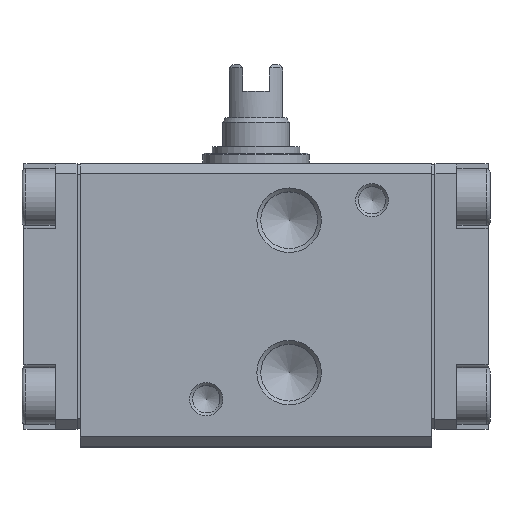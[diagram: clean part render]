
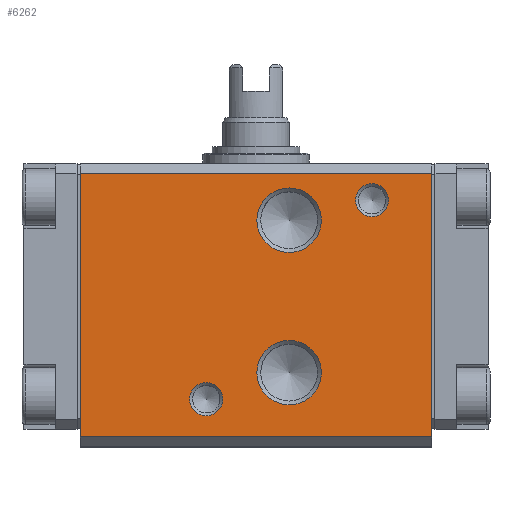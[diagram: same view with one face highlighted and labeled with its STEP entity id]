
A CAD part, top view. The second image highlights one B-rep face of the part: STEP entity #6262.
In plain terms, the highlighted planar face has unit normal (0, 0, 1).
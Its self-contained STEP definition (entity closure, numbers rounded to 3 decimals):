
#175=CIRCLE('',#6574,2.5);
#176=CIRCLE('',#6575,2.5);
#177=CIRCLE('',#6576,4.864);
#178=CIRCLE('',#6577,4.864);
#473=ORIENTED_EDGE('',*,*,#1630,.T.);
#474=ORIENTED_EDGE('',*,*,#1631,.T.);
#475=ORIENTED_EDGE('',*,*,#1632,.T.);
#476=ORIENTED_EDGE('',*,*,#1633,.T.);
#477=ORIENTED_EDGE('',*,*,#1634,.T.);
#478=ORIENTED_EDGE('',*,*,#1635,.F.);
#479=ORIENTED_EDGE('',*,*,#1636,.F.);
#480=ORIENTED_EDGE('',*,*,#1637,.T.);
#1630=EDGE_CURVE('',#2198,#2198,#175,.T.);
#1631=EDGE_CURVE('',#2199,#2199,#176,.T.);
#1632=EDGE_CURVE('',#2200,#2200,#177,.T.);
#1633=EDGE_CURVE('',#2201,#2201,#178,.T.);
#1634=EDGE_CURVE('',#2202,#2203,#2614,.T.);
#1635=EDGE_CURVE('',#2204,#2203,#2615,.T.);
#1636=EDGE_CURVE('',#2205,#2204,#2616,.T.);
#1637=EDGE_CURVE('',#2205,#2202,#2617,.T.);
#2198=VERTEX_POINT('',#8541);
#2199=VERTEX_POINT('',#8543);
#2200=VERTEX_POINT('',#8545);
#2201=VERTEX_POINT('',#8547);
#2202=VERTEX_POINT('',#8549);
#2203=VERTEX_POINT('',#8550);
#2204=VERTEX_POINT('',#8552);
#2205=VERTEX_POINT('',#8554);
#2614=LINE('',#8548,#3068);
#2615=LINE('',#8551,#3069);
#2616=LINE('',#8553,#3070);
#2617=LINE('',#8555,#3071);
#3068=VECTOR('',#7165,1000.);
#3069=VECTOR('',#7166,1000.);
#3070=VECTOR('',#7167,1000.);
#3071=VECTOR('',#7168,1000.);
#3458=EDGE_LOOP('',(#473));
#3459=EDGE_LOOP('',(#474));
#3460=EDGE_LOOP('',(#475));
#3461=EDGE_LOOP('',(#476));
#3462=EDGE_LOOP('',(#477,#478,#479,#480));
#3820=FACE_BOUND('',#3458,.T.);
#3821=FACE_BOUND('',#3459,.T.);
#3822=FACE_BOUND('',#3460,.T.);
#3823=FACE_BOUND('',#3461,.T.);
#3824=FACE_BOUND('',#3462,.T.);
#4175=PLANE('',#6573);
#6262=ADVANCED_FACE('',(#3820,#3821,#3822,#3823,#3824),#4175,.F.);
#6573=AXIS2_PLACEMENT_3D('',#8539,#7155,#7156);
#6574=AXIS2_PLACEMENT_3D('',#8540,#7157,#7158);
#6575=AXIS2_PLACEMENT_3D('',#8542,#7159,#7160);
#6576=AXIS2_PLACEMENT_3D('',#8544,#7161,#7162);
#6577=AXIS2_PLACEMENT_3D('',#8546,#7163,#7164);
#7155=DIRECTION('',(0.,0.,-1.));
#7156=DIRECTION('',(-1.,0.,0.));
#7157=DIRECTION('',(0.,0.,-1.));
#7158=DIRECTION('',(-1.,0.,0.));
#7159=DIRECTION('',(0.,0.,-1.));
#7160=DIRECTION('',(-1.,0.,0.));
#7161=DIRECTION('',(0.,0.,-1.));
#7162=DIRECTION('',(-1.,0.,0.));
#7163=DIRECTION('',(0.,0.,-1.));
#7164=DIRECTION('',(-1.,0.,0.));
#7165=DIRECTION('',(0.,-1.,0.));
#7166=DIRECTION('',(-1.,0.,0.));
#7167=DIRECTION('',(0.,-1.,0.));
#7168=DIRECTION('',(-1.,0.,0.));
#8539=CARTESIAN_POINT('',(26.5,18.5,23.2));
#8540=CARTESIAN_POINT('',(17.5,14.5,23.2));
#8541=CARTESIAN_POINT('',(15.,14.5,23.2));
#8542=CARTESIAN_POINT('',(-7.5,-15.5,23.2));
#8543=CARTESIAN_POINT('',(-10.,-15.5,23.2));
#8544=CARTESIAN_POINT('',(5.,-11.5,23.2));
#8545=CARTESIAN_POINT('',(0.136,-11.5,23.2));
#8546=CARTESIAN_POINT('',(5.,11.5,23.2));
#8547=CARTESIAN_POINT('',(0.136,11.5,23.2));
#8548=CARTESIAN_POINT('',(-26.5,18.5,23.2));
#8549=CARTESIAN_POINT('',(-26.5,18.5,23.2));
#8550=CARTESIAN_POINT('',(-26.5,-21.2,23.2));
#8551=CARTESIAN_POINT('',(26.5,-21.2,23.2));
#8552=CARTESIAN_POINT('',(26.5,-21.2,23.2));
#8553=CARTESIAN_POINT('',(26.5,18.5,23.2));
#8554=CARTESIAN_POINT('',(26.5,18.5,23.2));
#8555=CARTESIAN_POINT('',(26.5,18.5,23.2));
